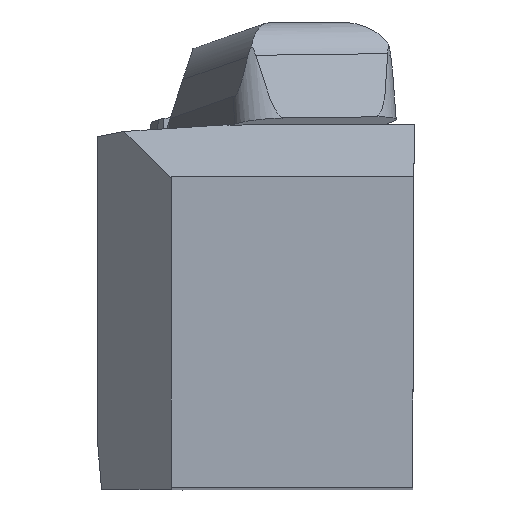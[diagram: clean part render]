
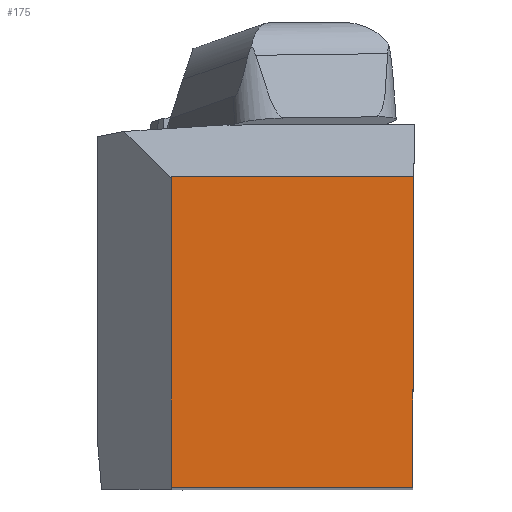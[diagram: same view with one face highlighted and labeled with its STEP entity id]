
A CAD part, top view. The second image highlights one B-rep face of the part: STEP entity #175.
In plain terms, the highlighted planar face has unit normal (0, 0, 1).
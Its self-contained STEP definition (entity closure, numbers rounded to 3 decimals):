
#175=ADVANCED_FACE('BLANK_BOXF006',(#285),#238,.F.);
#238=PLANE('',#1318);
#285=FACE_OUTER_BOUND('',#348,.T.);
#348=EDGE_LOOP('',(#427,#428,#429,#430));
#427=ORIENTED_EDGE('',*,*,#888,.F.);
#428=ORIENTED_EDGE('',*,*,#889,.F.);
#429=ORIENTED_EDGE('',*,*,#890,.F.);
#430=ORIENTED_EDGE('',*,*,#891,.F.);
#771=VERTEX_POINT('',#1766);
#772=VERTEX_POINT('',#1767);
#773=VERTEX_POINT('',#1769);
#774=VERTEX_POINT('',#1771);
#888=EDGE_CURVE('',#771,#772,#1061,.T.);
#889=EDGE_CURVE('',#773,#771,#1062,.T.);
#890=EDGE_CURVE('',#774,#773,#1063,.T.);
#891=EDGE_CURVE('',#772,#774,#1064,.T.);
#1061=LINE('',#1765,#1195);
#1062=LINE('',#1768,#1196);
#1063=LINE('',#1770,#1197);
#1064=LINE('',#1772,#1198);
#1195=VECTOR('',#1433,1.);
#1196=VECTOR('',#1434,1.);
#1197=VECTOR('',#1435,1.);
#1198=VECTOR('',#1436,1.);
#1318=AXIS2_PLACEMENT_3D('',#1773,#1437,#1438);
#1433=DIRECTION('',(0.,1.,0.));
#1434=DIRECTION('',(-1.,0.,0.));
#1435=DIRECTION('',(-0.004,-1.,0.));
#1436=DIRECTION('',(1.,0.,0.));
#1437=DIRECTION('',(0.,0.,-1.));
#1438=DIRECTION('',(-1.,0.,0.));
#1765=CARTESIAN_POINT('',(-24.875,-186.35,0.));
#1766=CARTESIAN_POINT('',(-24.875,0.,0.));
#1767=CARTESIAN_POINT('',(-24.875,31.85,0.));
#1768=CARTESIAN_POINT('',(186.35,0.,0.));
#1769=CARTESIAN_POINT('',(-0.139,0.,0.));
#1770=CARTESIAN_POINT('',(0.674,186.348,0.));
#1771=CARTESIAN_POINT('',(0.,31.85,0.));
#1772=CARTESIAN_POINT('',(-186.35,31.85,0.));
#1773=CARTESIAN_POINT('',(-42.35,-5.,0.));
